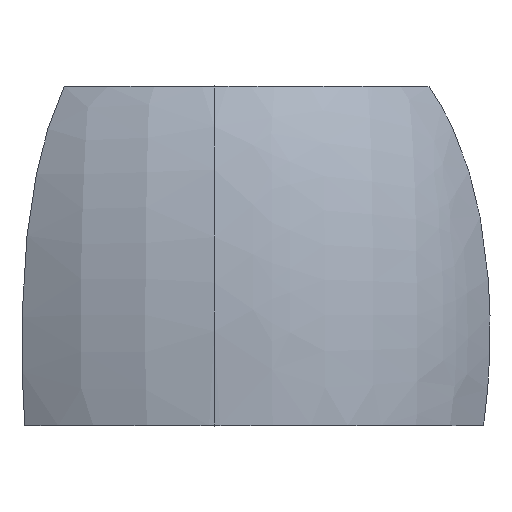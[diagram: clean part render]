
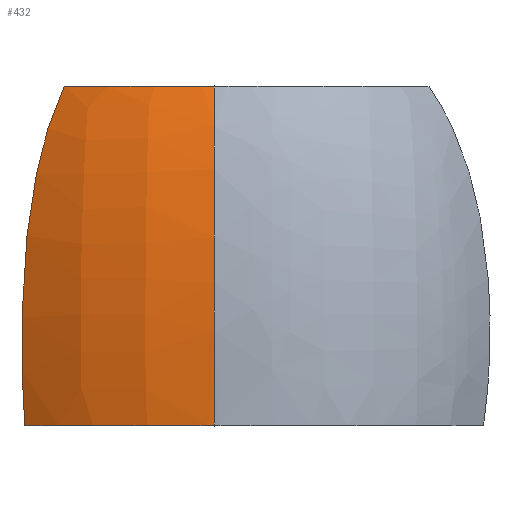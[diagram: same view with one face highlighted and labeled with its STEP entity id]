
A CAD part, top view. The second image highlights one B-rep face of the part: STEP entity #432.
In plain terms, the highlighted free-form (B-spline) face has degree [3, 3] with [15, 4] control points.
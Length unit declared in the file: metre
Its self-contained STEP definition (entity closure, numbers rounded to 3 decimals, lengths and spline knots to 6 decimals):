
#24=B_SPLINE_SURFACE_WITH_KNOTS('',3,3,((#691,#692,#693,#694),(#695,#696,
#697,#698),(#699,#700,#701,#702),(#703,#704,#705,#706),(#707,#708,#709,
#710),(#711,#712,#713,#714),(#715,#716,#717,#718),(#719,#720,#721,#722),
(#723,#724,#725,#726),(#727,#728,#729,#730),(#731,#732,#733,#734),(#735,
#736,#737,#738),(#739,#740,#741,#742),(#743,#744,#745,#746),(#747,#748,
#749,#750)),.UNSPECIFIED.,.F.,.F.,.F.,(4,1,1,1,1,1,1,2,1,1,1,4),(4,4),(0.387823,
0.400145,0.415535,0.430925,0.446316,0.461706,
0.477096,0.492486,0.508346,0.524206,
0.540066,0.542191),(0.822576,1.),
 .UNSPECIFIED.);
#154=ORIENTED_EDGE('',*,*,#270,.T.);
#155=ORIENTED_EDGE('',*,*,#271,.T.);
#156=ORIENTED_EDGE('',*,*,#272,.T.);
#157=ORIENTED_EDGE('',*,*,#273,.F.);
#158=ORIENTED_EDGE('',*,*,#274,.T.);
#159=ORIENTED_EDGE('',*,*,#275,.T.);
#270=EDGE_CURVE('',#325,#326,#342,.T.);
#271=EDGE_CURVE('',#326,#327,#343,.T.);
#272=EDGE_CURVE('',#327,#328,#344,.F.);
#273=EDGE_CURVE('',#329,#328,#345,.T.);
#274=EDGE_CURVE('',#329,#330,#346,.T.);
#275=EDGE_CURVE('',#330,#325,#347,.T.);
#325=VERTEX_POINT('',#757);
#326=VERTEX_POINT('',#758);
#327=VERTEX_POINT('',#767);
#328=VERTEX_POINT('',#773);
#329=VERTEX_POINT('',#778);
#330=VERTEX_POINT('',#786);
#342=B_SPLINE_CURVE_WITH_KNOTS('',3,(#751,#752,#753,#754,#755,#756),
 .UNSPECIFIED.,.F.,.F.,(4,1,1,4),(0.,0.00425,
0.0085,0.017),.UNSPECIFIED.);
#343=B_SPLINE_CURVE_WITH_KNOTS('',3,(#759,#760,#761,#762,#763,#764,#765,
#766),.UNSPECIFIED.,.F.,.F.,(4,1,1,1,1,4),(0.,0.010194,0.01529,
0.020387,0.030581,0.040774),.UNSPECIFIED.);
#344=B_SPLINE_CURVE_WITH_KNOTS('',3,(#768,#769,#770,#771,#772),
 .UNSPECIFIED.,.F.,.F.,(4,1,4),(0.,0.155884,0.311768),
 .UNSPECIFIED.);
#345=B_SPLINE_CURVE_WITH_KNOTS('',3,(#774,#775,#776,#777),.UNSPECIFIED.,
 .F.,.F.,(4,4),(0.,0.000613),.UNSPECIFIED.);
#346=B_SPLINE_CURVE_WITH_KNOTS('',3,(#779,#780,#781,#782,#783,#784,#785),
 .UNSPECIFIED.,.F.,.F.,(4,1,1,1,4),(0.,0.25,0.5,0.75,1.),.UNSPECIFIED.);
#347=B_SPLINE_CURVE_WITH_KNOTS('',3,(#787,#788,#789,#790),.UNSPECIFIED.,
 .F.,.F.,(4,4),(0.,0.001467),.UNSPECIFIED.);
#360=EDGE_LOOP('',(#154,#155,#156,#157,#158,#159));
#389=FACE_BOUND('',#360,.T.);
#432=ADVANCED_FACE('',(#389),#24,.T.);
#691=CARTESIAN_POINT('',(-0.021318,0.026796,0.104634));
#692=CARTESIAN_POINT('',(-0.015154,0.027485,0.108518));
#693=CARTESIAN_POINT('',(-0.007857,0.027904,0.110763));
#694=CARTESIAN_POINT('',(0.,0.027904,0.110763));
#695=CARTESIAN_POINT('',(-0.021445,0.025867,0.105192));
#696=CARTESIAN_POINT('',(-0.015245,0.026535,0.109101));
#697=CARTESIAN_POINT('',(-0.007903,0.026941,0.111362));
#698=CARTESIAN_POINT('',(0.,0.026941,0.111362));
#699=CARTESIAN_POINT('',(-0.021711,0.023708,0.106333));
#700=CARTESIAN_POINT('',(-0.015434,0.024324,0.110295));
#701=CARTESIAN_POINT('',(-0.007999,0.024699,0.112587));
#702=CARTESIAN_POINT('',(0.,0.024699,0.112587));
#703=CARTESIAN_POINT('',(-0.022056,0.020169,0.107737));
#704=CARTESIAN_POINT('',(-0.015676,0.020698,0.111765));
#705=CARTESIAN_POINT('',(-0.008121,0.021019,0.114096));
#706=CARTESIAN_POINT('',(0.,0.021019,0.114096));
#707=CARTESIAN_POINT('',(-0.022349,0.016245,0.108865));
#708=CARTESIAN_POINT('',(-0.015882,0.016673,0.112948));
#709=CARTESIAN_POINT('',(-0.008223,0.016932,0.115311));
#710=CARTESIAN_POINT('',(0.,0.016932,0.115311));
#711=CARTESIAN_POINT('',(-0.022574,0.01224,0.109692));
#712=CARTESIAN_POINT('',(-0.016039,0.012563,0.113816));
#713=CARTESIAN_POINT('',(-0.0083,0.01276,0.116203));
#714=CARTESIAN_POINT('',(0.,0.01276,0.116203));
#715=CARTESIAN_POINT('',(-0.022738,0.008188,0.110283));
#716=CARTESIAN_POINT('',(-0.016153,0.008404,0.114437));
#717=CARTESIAN_POINT('',(-0.008356,0.008536,0.116841));
#718=CARTESIAN_POINT('',(0.,0.008536,0.116841));
#719=CARTESIAN_POINT('',(-0.022841,0.004104,0.11067));
#720=CARTESIAN_POINT('',(-0.016225,0.004213,0.114843));
#721=CARTESIAN_POINT('',(-0.008392,0.004279,0.117258));
#722=CARTESIAN_POINT('',(0.,0.004279,0.117258));
#723=CARTESIAN_POINT('',(-0.022871,0.001369,0.110807));
#724=CARTESIAN_POINT('',(-0.016247,0.001405,0.114986));
#725=CARTESIAN_POINT('',(-0.008403,0.001428,0.117405));
#726=CARTESIAN_POINT('',(0.,0.001428,0.117405));
#727=CARTESIAN_POINT('',(-0.022881,-0.001411,0.110893));
#728=CARTESIAN_POINT('',(-0.016255,-0.001448,0.115075));
#729=CARTESIAN_POINT('',(-0.008408,-0.001471,0.117496));
#730=CARTESIAN_POINT('',(0.,-0.001471,0.117496));
#731=CARTESIAN_POINT('',(-0.022871,-0.004235,0.110922));
#732=CARTESIAN_POINT('',(-0.016249,-0.004348,0.115105));
#733=CARTESIAN_POINT('',(-0.008407,-0.004416,0.117526));
#734=CARTESIAN_POINT('',(0.,-0.004416,0.117526));
#735=CARTESIAN_POINT('',(-0.022801,-0.008475,0.110821));
#736=CARTESIAN_POINT('',(-0.016204,-0.008701,0.114996));
#737=CARTESIAN_POINT('',(-0.008388,-0.008838,0.117412));
#738=CARTESIAN_POINT('',(0.,-0.008838,0.117412));
#739=CARTESIAN_POINT('',(-0.022713,-0.01149,0.110644));
#740=CARTESIAN_POINT('',(-0.016147,-0.011797,0.114807));
#741=CARTESIAN_POINT('',(-0.008362,-0.011984,0.117217));
#742=CARTESIAN_POINT('',(0.,-0.011984,0.117217));
#743=CARTESIAN_POINT('',(-0.022654,-0.013089,0.110503));
#744=CARTESIAN_POINT('',(-0.016107,-0.013439,0.114658));
#745=CARTESIAN_POINT('',(-0.008345,-0.013652,0.117063));
#746=CARTESIAN_POINT('',(0.,-0.013652,0.117063));
#747=CARTESIAN_POINT('',(-0.022647,-0.013277,0.110485));
#748=CARTESIAN_POINT('',(-0.016102,-0.013633,0.11464));
#749=CARTESIAN_POINT('',(-0.008342,-0.013849,0.117044));
#750=CARTESIAN_POINT('',(0.,-0.013849,0.117044));
#751=CARTESIAN_POINT('',(-0.001466,0.02695,0.111304));
#752=CARTESIAN_POINT('',(-0.002888,0.02695,0.111248));
#753=CARTESIAN_POINT('',(-0.005707,0.02695,0.110976));
#754=CARTESIAN_POINT('',(-0.011282,0.02695,0.109771));
#755=CARTESIAN_POINT('',(-0.015199,0.02695,0.108172));
#756=CARTESIAN_POINT('',(-0.017693,0.02695,0.106801));
#757=CARTESIAN_POINT('',(-0.001466,0.02695,0.111304));
#758=CARTESIAN_POINT('',(-0.017693,0.02695,0.106801));
#759=CARTESIAN_POINT('',(-0.017693,0.02695,0.106801));
#760=CARTESIAN_POINT('',(-0.019087,0.024004,0.107971));
#761=CARTESIAN_POINT('',(-0.020541,0.019279,0.10919));
#762=CARTESIAN_POINT('',(-0.021722,0.01258,0.110182));
#763=CARTESIAN_POINT('',(-0.022499,0.005801,0.110834));
#764=CARTESIAN_POINT('',(-0.022823,-0.00278,0.111106));
#765=CARTESIAN_POINT('',(-0.022605,-0.009631,0.110922));
#766=CARTESIAN_POINT('',(-0.022344,-0.01305,0.110703));
#767=CARTESIAN_POINT('',(-0.022344,-0.01305,0.110704));
#768=CARTESIAN_POINT('',(-0.000611,-0.01305,0.117112));
#769=CARTESIAN_POINT('',(-0.004482,-0.01305,0.117057));
#770=CARTESIAN_POINT('',(-0.012097,-0.01305,0.115904));
#771=CARTESIAN_POINT('',(-0.019113,-0.01305,0.112735));
#772=CARTESIAN_POINT('',(-0.022344,-0.01305,0.110704));
#773=CARTESIAN_POINT('',(-0.000611,-0.01305,0.117112));
#774=CARTESIAN_POINT('',(0.,-0.0131,0.117112));
#775=CARTESIAN_POINT('',(-0.000205,-0.0131,0.117112));
#776=CARTESIAN_POINT('',(-0.000409,-0.013083,0.117112));
#777=CARTESIAN_POINT('',(-0.000611,-0.01305,0.117112));
#778=CARTESIAN_POINT('',(0.,-0.0131,0.117112));
#779=CARTESIAN_POINT('',(0.,-0.0131,0.117112));
#780=CARTESIAN_POINT('',(0.,-0.00967,0.117411));
#781=CARTESIAN_POINT('',(0.,-0.002791,0.117646));
#782=CARTESIAN_POINT('',(0.,0.00749,0.11713));
#783=CARTESIAN_POINT('',(0.,0.017621,0.11541));
#784=CARTESIAN_POINT('',(0.,0.024051,0.113));
#785=CARTESIAN_POINT('',(0.,0.027,0.111304));
#786=CARTESIAN_POINT('',(0.,0.027,0.111304));
#787=CARTESIAN_POINT('',(0.,0.027,0.111304));
#788=CARTESIAN_POINT('',(-0.000489,0.027,0.111304));
#789=CARTESIAN_POINT('',(-0.000978,0.026983,0.111304));
#790=CARTESIAN_POINT('',(-0.001466,0.02695,0.111304));
